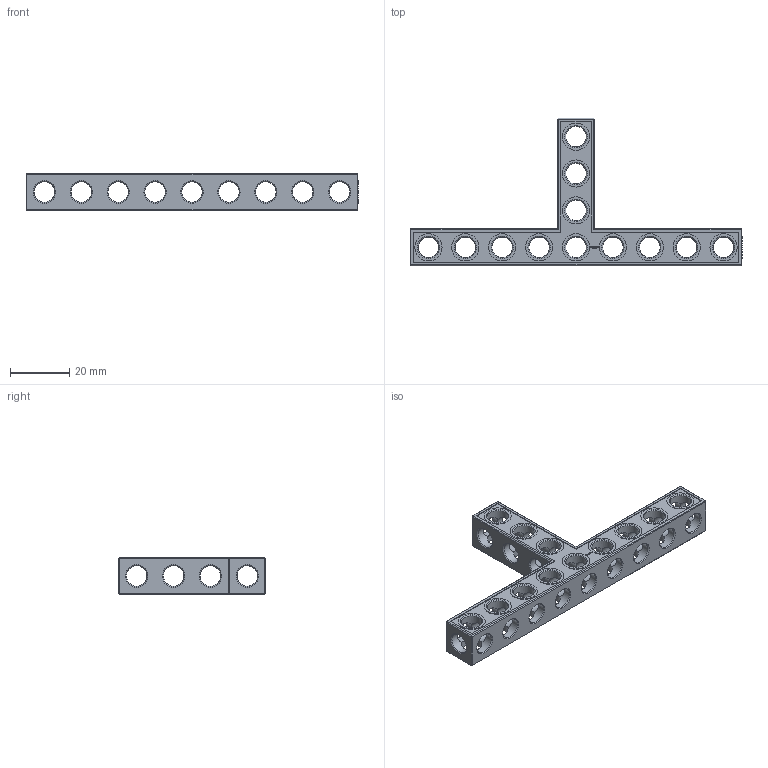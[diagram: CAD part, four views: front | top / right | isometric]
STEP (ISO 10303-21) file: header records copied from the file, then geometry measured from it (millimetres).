
FILE_DESCRIPTION(('FreeCAD Model'),'2;1');
FILE_NAME('Open CASCADE Shape Model','2022-01-27T22:47:35',( 'Paulo Kiefe'),('STEMFIE.org'),'Open CASCADE STEP processor 7.4', 'FreeCAD','Unknown');
FILE_SCHEMA(('AUTOMOTIVE_DESIGN { 1 0 10303 214 1 1 1 1 }'));
Products named in the file (1): Beam_TSH_SYM_ESS_BU09x04x01_-_SPN-BEM-1059_(stemfie.org)
Bounding box: 112.5 x 50 x 12.5 mm (x, y, z)
Volume: 11724.4 mm3; surface area: 10614 mm2
Topology: 1 solids, 1 shells, 672 faces, 1953 edges, 1280 vertices
Faces by surface type: plane 387, extrusion 162, cylinder 73, cone 50
Full cylindrical faces by diameter (mm): 6.98 x10, 7 x51, 9.2 x12
Entity records: 71068 total; most frequent: CARTESIAN_POINT 34339, DIRECTION 5849, VECTOR 4293, LINE 4131, ORIENTED_EDGE 3906, PCURVE 3906, DEFINITIONAL_REPRESENTATION 3906, EDGE_CURVE 1953
